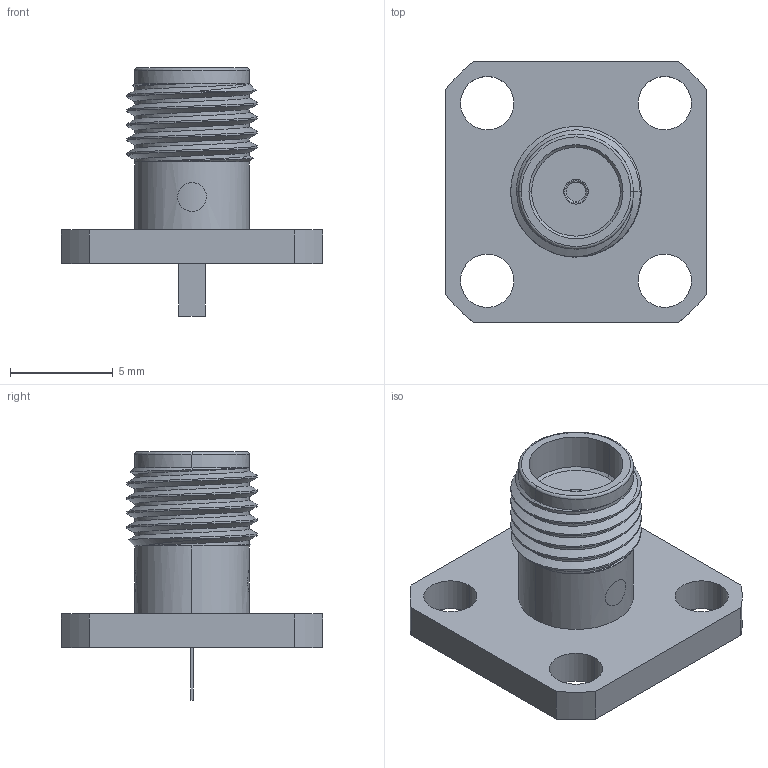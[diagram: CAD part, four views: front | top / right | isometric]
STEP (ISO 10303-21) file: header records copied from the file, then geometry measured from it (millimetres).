
FILE_DESCRIPTION (( 'STEP AP214' ), '1' );
FILE_NAME ('SC7536_3D.step', '2024-06-20T14:33:55', ( '' ), ( '' ), 'SwSTEP 2.0', 'SolidWorks 2022', '' );
FILE_SCHEMA (( 'AUTOMOTIVE_DESIGN' ));
Length unit declared in the file: inch
Products named in the file (1): SC7536_3D
Bounding box: 12.7 x 12.7 x 12.06 mm (x, y, z)
Volume: 395.2 mm3; surface area: 635.5 mm2
Topology: 1 solids, 1 shells, 79 faces, 202 edges, 132 vertices
Faces by surface type: cylinder 36, plane 25, cone 13, bspline 3, torus 2
Entity records: 4183 total; most frequent: CARTESIAN_POINT 2280, ORIENTED_EDGE 404, DIRECTION 370, EDGE_CURVE 202, AXIS2_PLACEMENT_3D 145, VERTEX_POINT 132, EDGE_LOOP 94, LINE 80
